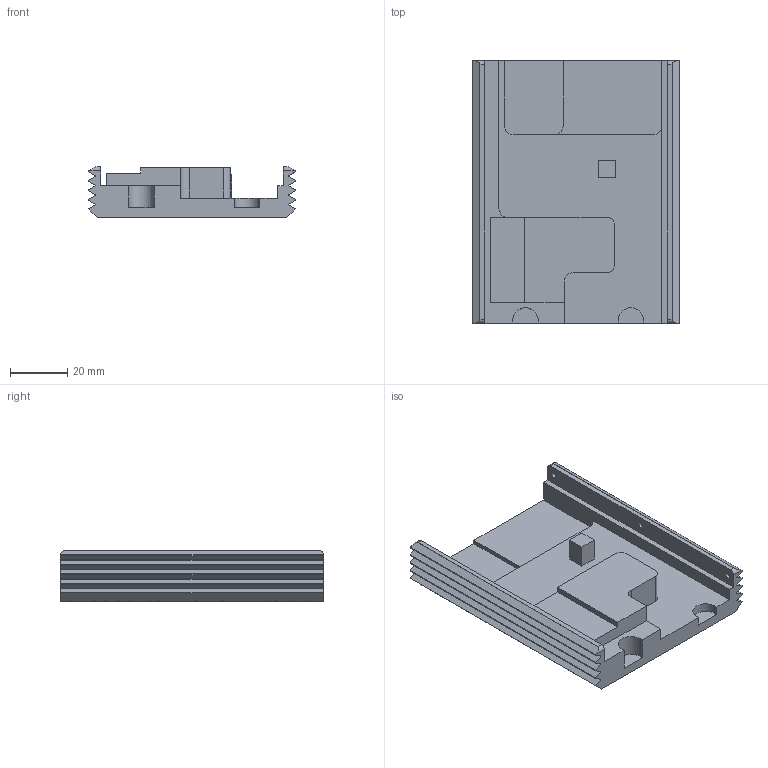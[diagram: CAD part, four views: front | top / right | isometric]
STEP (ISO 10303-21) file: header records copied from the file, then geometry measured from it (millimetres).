
FILE_DESCRIPTION(/* description */ (''),/* implementation_level */ '2;1');
FILE_NAME(/* name */ 'rpi-cluster-enclosure-cover.step',/* time_stamp */ '2022-03-16T12:52:54+01:00',/* author */ (''),/* organization */ (''),/* preprocessor_version */ 'ST-DEVELOPER v18.1',/* originating_system */ 'Autodesk Translation Framework v10.13.0.1454',/* authorisation */ '');
FILE_SCHEMA (('AUTOMOTIVE_DESIGN { 1 0 10303 214 3 1 1 }'));
Length unit declared in the file: millimetre
Products named in the file (1): rpi-cluster-enclosure-cover
Bounding box: 72.5 x 92.22 x 17.83 mm (x, y, z)
Volume: 58453.1 mm3; surface area: 23533.4 mm2
Topology: 1 solids, 1 shells, 648 faces, 1832 edges, 1219 vertices
Faces by surface type: plane 334, bspline 289, cylinder 22, cone 3
Full cylindrical faces by diameter (mm): 1.8 x3
Entity records: 22363 total; most frequent: CARTESIAN_POINT 7427, ORIENTED_EDGE 3664, DIRECTION 2067, EDGE_CURVE 1832, VERTEX_POINT 1219, LINE 1173, VECTOR 1173, EDGE_LOOP 687
